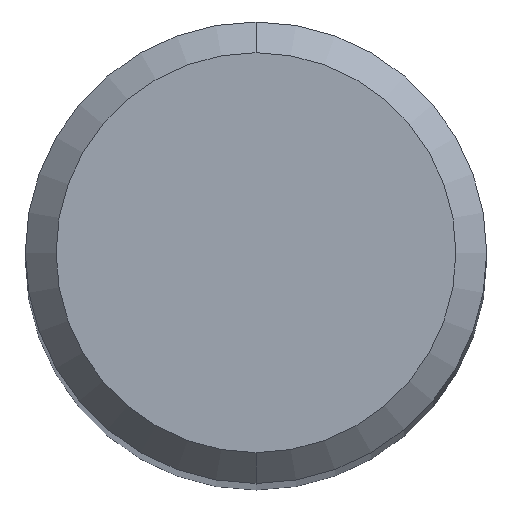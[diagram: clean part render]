
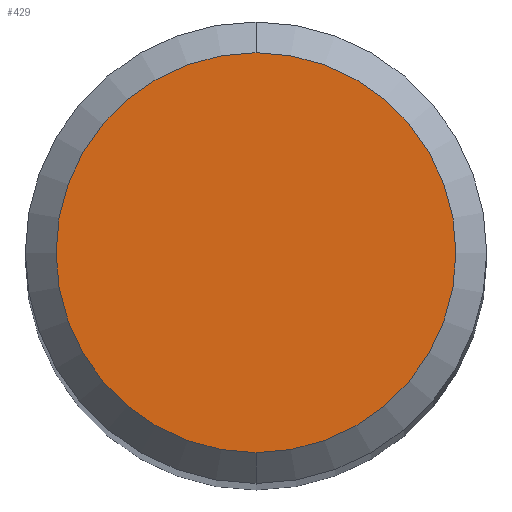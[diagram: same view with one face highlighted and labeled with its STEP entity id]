
A CAD part, top view. The second image highlights one B-rep face of the part: STEP entity #429.
In plain terms, the highlighted planar face has unit normal (0, 0, 1).
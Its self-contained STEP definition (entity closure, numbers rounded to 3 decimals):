
#347=EDGE_CURVE('',#403,#453,#669,.T.);
#403=VERTEX_POINT('',#733);
#429=ADVANCED_FACE('',(#762),#763,.T.);
#453=VERTEX_POINT('',#789);
#459=EDGE_CURVE('',#453,#403,#796,.T.);
#669=CIRCLE('',#1219,2.6);
#733=CARTESIAN_POINT('',(0.0,2.6,0.0));
#762=FACE_OUTER_BOUND('',#1373,.T.);
#763=PLANE('',#1374);
#789=CARTESIAN_POINT('',(0.,-2.6,0.0));
#796=CIRCLE('',#1439,2.6);
#1219=AXIS2_PLACEMENT_3D('',#1644,#1645,#1646);
#1373=EDGE_LOOP('',(#1761,#1762));
#1374=AXIS2_PLACEMENT_3D('',#1763,#1764,#1765);
#1439=AXIS2_PLACEMENT_3D('',#1802,#1803,#1804);
#1644=CARTESIAN_POINT('',(0.0,0.0,0.0));
#1645=DIRECTION('',(0.0,0.0,-1.0));
#1646=DIRECTION('',(0.0,1.0,0.0));
#1761=ORIENTED_EDGE('',*,*,#347,.F.);
#1762=ORIENTED_EDGE('',*,*,#459,.F.);
#1763=CARTESIAN_POINT('',(0.0,1.3,0.0));
#1764=DIRECTION('',(-0.0,0.0,1.0));
#1765=DIRECTION('',(0.0,-1.0,0.0));
#1802=CARTESIAN_POINT('',(0.0,0.0,0.0));
#1803=DIRECTION('',(0.0,0.0,-1.0));
#1804=DIRECTION('',(0.0,1.0,0.0));
